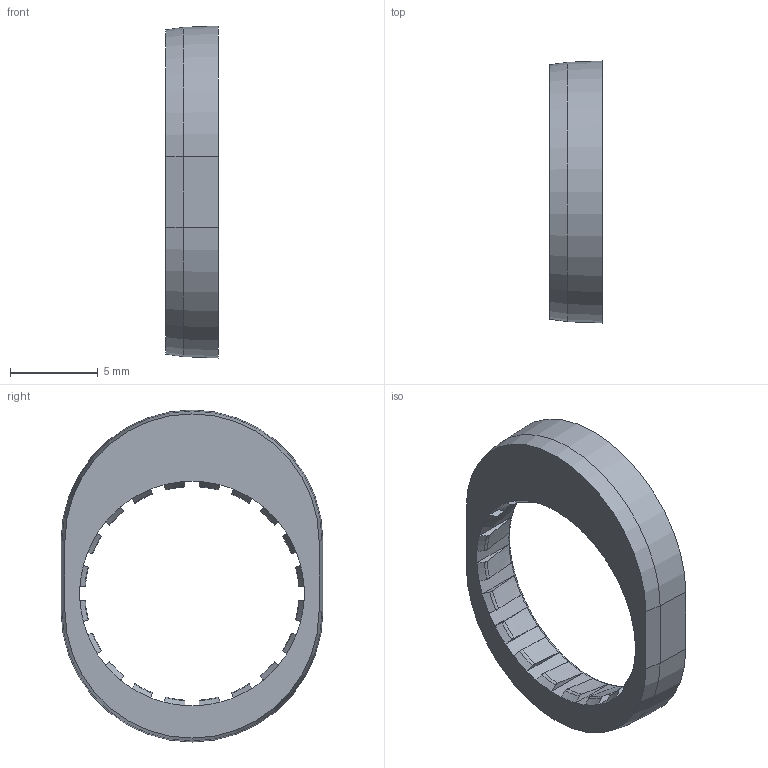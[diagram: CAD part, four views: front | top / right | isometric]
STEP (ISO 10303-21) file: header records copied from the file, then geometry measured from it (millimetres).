
FILE_DESCRIPTION(('FreeCAD Model'),'2;1');
FILE_NAME('Open CASCADE Shape Model','2024-05-03T18:17:06',(''),(''), 'Open CASCADE STEP processor 7.6','FreeCAD','Unknown');
FILE_SCHEMA(('AUTOMOTIVE_DESIGN { 1 0 10303 214 1 1 1 1 }'));
Length unit declared in the file: millimetre
Products named in the file (1): 8mm_Ride_height_adjuster_1
Bounding box: 3 x 14.95 x 18.95 mm (x, y, z)
Volume: 309.7 mm3; surface area: 500.3 mm2
Topology: 1 solids, 1 shells, 133 faces, 425 edges, 295 vertices
Faces by surface type: plane 67, cone 44, revolution 21, cylinder 1
Full cylindrical faces by diameter (mm): 14.4 x1
Entity records: 15502 total; most frequent: CARTESIAN_POINT 7774, DIRECTION 1249, ORIENTED_EDGE 850, PCURVE 850, DEFINITIONAL_REPRESENTATION 850, LINE 534, VECTOR 534, B_SPLINE_CURVE_WITH_KNOTS 464
